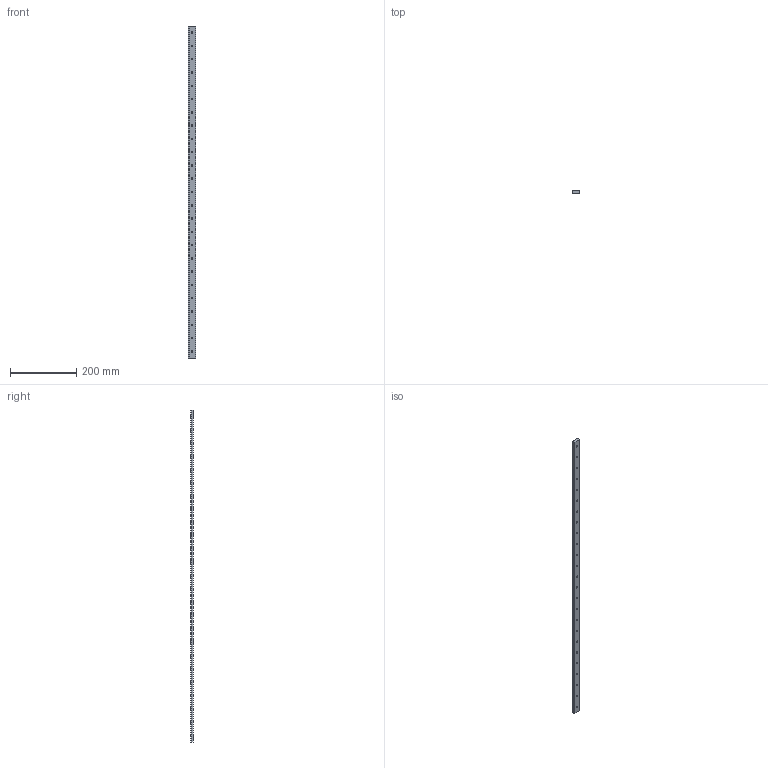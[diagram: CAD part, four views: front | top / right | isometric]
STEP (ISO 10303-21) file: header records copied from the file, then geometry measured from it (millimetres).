
FILE_DESCRIPTION (( 'STEP AP214' ), '1' );
FILE_NAME ('Ñáîðêà1.STEP', '2024-04-02T14:53:07', ( '' ), ( '' ), 'SwSTEP 2.0', 'SolidWorks 2022', '' );
FILE_SCHEMA (( 'AUTOMOTIVE_DESIGN' ));
Length unit declared in the file: millimetre
Products named in the file (2): Сборка1; Z61 Профильные рельсовые направляющие MGW12_00
Assembly tree (1 placements, depth 2):
  Сборка1
    Z61 Профильные рельсовые направляющие MGW12_00
Bounding box: 24 x 8.4 x 1000 mm (x, y, z)
Volume: 189956.3 mm3; surface area: 72462.1 mm2
Topology: 1 solids, 1 shells, 149 faces, 366 edges, 244 vertices
Faces by surface type: cylinder 101, plane 48
Entity records: 4668 total; most frequent: DIRECTION 874, CARTESIAN_POINT 763, ORIENTED_EDGE 732, EDGE_CURVE 366, AXIS2_PLACEMENT_3D 355, VERTEX_POINT 244, EDGE_LOOP 224, CIRCLE 202
